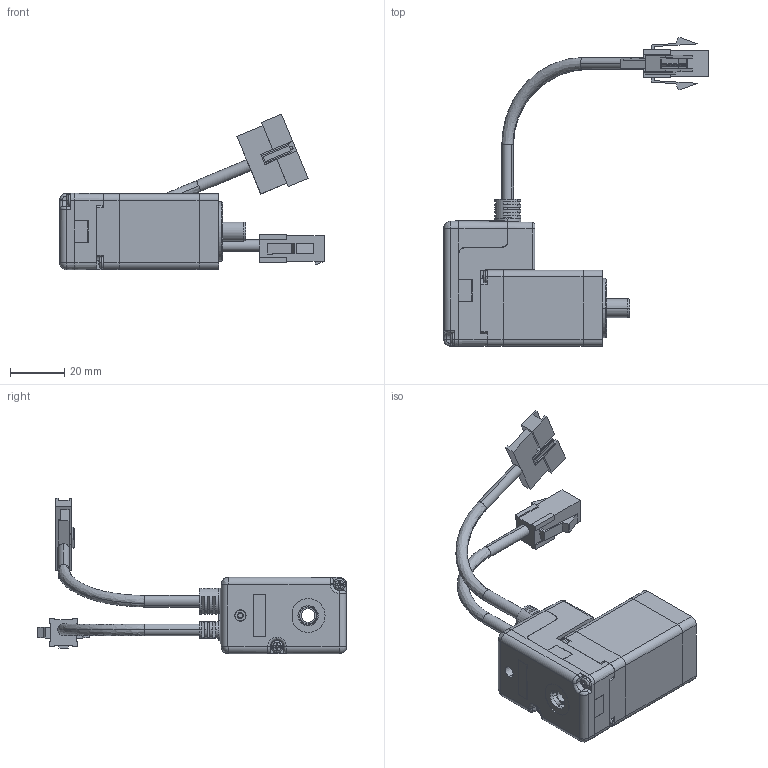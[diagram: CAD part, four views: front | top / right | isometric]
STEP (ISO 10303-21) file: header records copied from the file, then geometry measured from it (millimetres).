
FILE_DESCRIPTION (( 'STEP AP203' ), '1' );
FILE_NAME ('P74-MO-028-04-R00.STEP', '2019-02-07T03:56:07', ( '' ), ( '' ), 'SwSTEP 2.0', 'SolidWorks 2013', '' );
FILE_SCHEMA (( 'CONFIG_CONTROL_DESIGN' ));
Length unit declared in the file: millimetre
Products named in the file (23): 03-225-5(5.6_X2_8F6C5B5078E8524A_X0_8_X2_FF09_X0_; 12-053(PCB_X2_677F_X0_); M74-EC-028-02-R00; 10-007; 15-001-027(11H2034); 42陝 賅攪瞪錳摹_ル遽; _X2_8F6C5B50603B6210_X0_; 12-054-3(_X2_5F1551FA7EBF540E9AA867B6_X0_L20.5_X2_FF09_X0_; M1A-EC-028-03-R00; 10-002(_X2_8C03657457AB_X0_); 02-150-1; P74-MO-028-04-R00; 06-007_X2_98847D27_X0_; 01-162-2_X2_5F1551FA7EBF4E1D67467535673A540E76D6_X0_; pan cross head_ks_KS 1023 PC- M2.5 x 30-N; 07-009(687ZZ); pan cross head_ks_KS 1023 PC- M2.6 x 20-N; 04-412-1; 02-146-2_X2_FF08_X0_11H2045_X2_7EA78FDB6A215B9A5B5078E8524AFF09_X0_; 01-161-2_X2_4E1D67467535673A524D76D6_X0_; 07-036-3; 12-015-1(11H2034_X2_524D9AA867B66539_X0_); 28阿 浚内歹 啊悼屈 纳捞喉_钎霖
Assembly tree (29 placements, depth 3):
  P74-MO-028-04-R00
    02-150-1
      02-146-2_X2_FF08_X0_11H2045_X2_7EA78FDB6A215B9A5B5078E8524AFF09_X0_
      12-015-1(11H2034_X2_524D9AA867B66539_X0_)
      12-053(PCB_X2_677F_X0_)
      15-001-027(11H2034)
      12-054-3(_X2_5F1551FA7EBF540E9AA867B6_X0_L20.5_X2_FF09_X0_
    01-162-2_X2_5F1551FA7EBF4E1D67467535673A540E76D6_X0_
    07-009(687ZZ)  x2
    _X2_8F6C5B50603B6210_X0_
      04-412-1
      07-036-3  x2
      03-225-5(5.6_X2_8F6C5B5078E8524A_X0_8_X2_FF09_X0_  x4
      10-007
    10-002(_X2_8C03657457AB_X0_)
    06-007_X2_98847D27_X0_
    pan cross head_ks_KS 1023 PC- M2.5 x 30-N  x2
    pan cross head_ks_KS 1023 PC- M2.6 x 20-N  x2
    01-161-2_X2_4E1D67467535673A524D76D6_X0_
    28阿 浚内歹 啊悼屈 纳捞喉_钎霖
    M74-EC-028-02-R00
    42陝 賅攪瞪錳摹_ル遽
    M1A-EC-028-03-R00
Bounding box: 97.61 x 113.98 x 57.47 mm (x, y, z)
Volume: 40456.4 mm3; surface area: 60021.7 mm2
Topology: 57 solids, 57 shells, 3531 faces, 9860 edges, 6492 vertices
Faces by surface type: plane 1764, cylinder 1558, cone 104, bspline 79, torus 16, sphere 10
Entity records: 99092 total; most frequent: CARTESIAN_POINT 25293, DIRECTION 15083, ORIENTED_EDGE 15058, EDGE_CURVE 7529, AXIS2_PLACEMENT_3D 5216, VERTEX_POINT 4954, LINE 4651, VECTOR 4651
